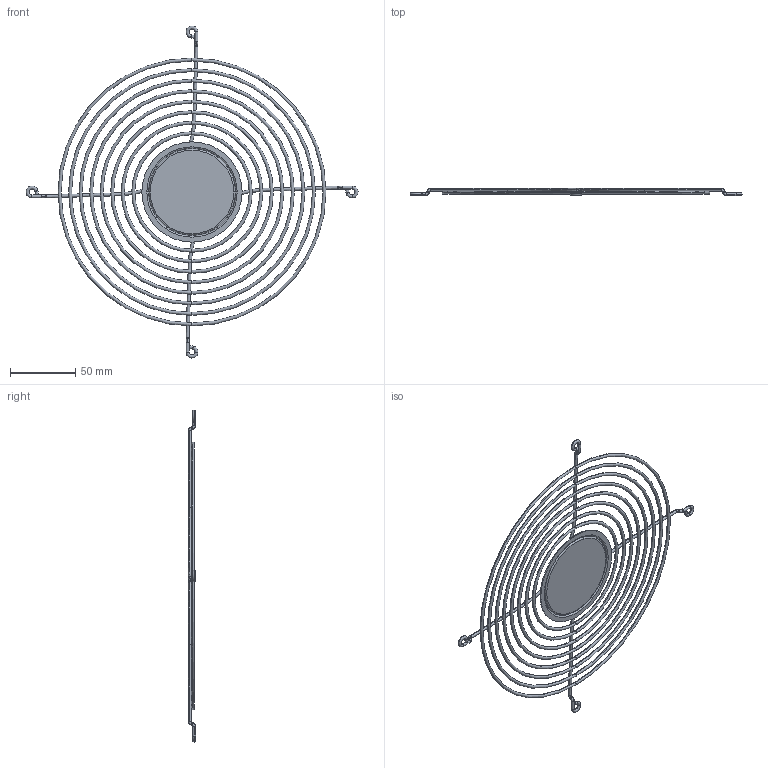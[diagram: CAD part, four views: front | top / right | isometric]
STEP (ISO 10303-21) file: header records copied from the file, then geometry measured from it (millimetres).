
FILE_DESCRIPTION (( 'STEP AP203' ), '1' );
FILE_NAME ('G205-8D.stp', '2024-01-26T14:22:30', ( '' ), ( '' ), 'SwSTEP 2.0', 'SolidWorks 2018', '' );
FILE_SCHEMA (( 'CONFIG_CONTROL_DESIGN' ));
Length unit declared in the file: millimetre
Products named in the file (1): G205-8D
Bounding box: 255.28 x 5.5 x 255.28 mm (x, y, z)
Volume: 21622.8 mm3; surface area: 40780.7 mm2
Topology: 11 solids, 11 shells, 124 faces, 266 edges, 150 vertices
Faces by surface type: torus 82, cylinder 34, plane 8
Entity records: 3495 total; most frequent: DIRECTION 748, CARTESIAN_POINT 541, ORIENTED_EDGE 532, AXIS2_PLACEMENT_3D 357, EDGE_CURVE 266, CIRCLE 232, VERTEX_POINT 150, EDGE_LOOP 126
